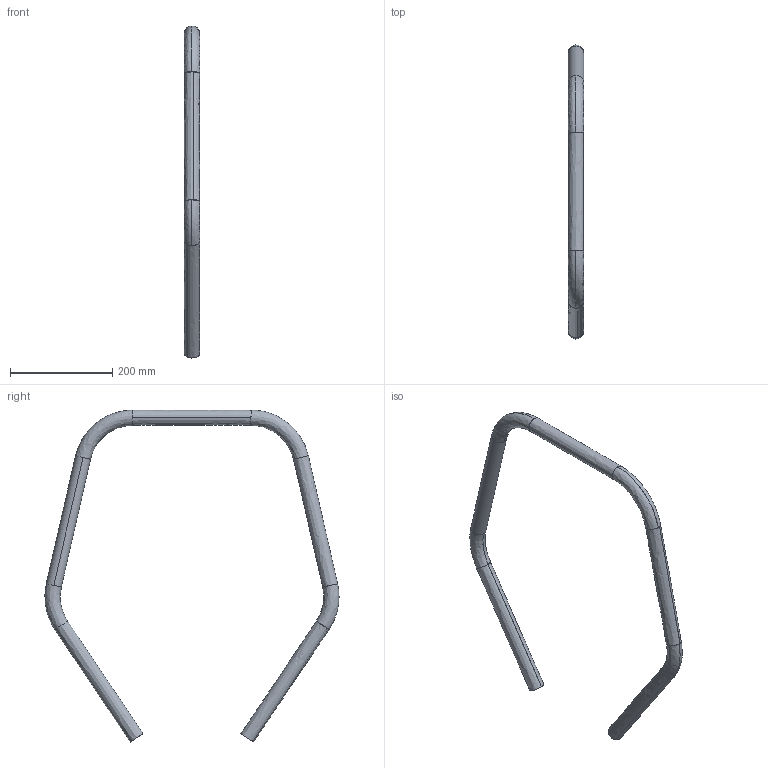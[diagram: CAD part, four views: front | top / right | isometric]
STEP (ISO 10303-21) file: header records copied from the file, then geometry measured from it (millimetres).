
FILE_DESCRIPTION(('CATIA V5 STEP Exchange'),'2;1');
FILE_NAME('Fronthoop.stp','2018-12-04T16:01:19+00:00',('none'),('none'),'CATIA Version 5 Release 19 SP 2 (IN-10)','CATIA V5 STEP AP203','none');
FILE_SCHEMA(('CONFIG_CONTROL_DESIGN'));
Length unit declared in the file: millimetre
Products named in the file (1): Fronthoop
Assembly tree (9 placements, depth 2):
  Fronthoop
    #58
    #534
    #845
    #1300
    #1611
    #1994
    #2305
    #2688
    #2999
Bounding box: 30 x 574.43 x 648.39 mm (x, y, z)
Volume: 299765.6 mm3; surface area: 302931.1 mm2
Topology: 9 solids, 9 shells, 54 faces, 109 edges, 74 vertices
Faces by surface type: bspline 32, plane 18, cylinder 4
Entity records: 3021 total; most frequent: CARTESIAN_POINT 2042, ORIENTED_EDGE 216, EDGE_CURVE 108, DIRECTION 92, EDGE_LOOP 72, VERTEX_POINT 72, ADVANCED_FACE 54, FACE_OUTER_BOUND 54
